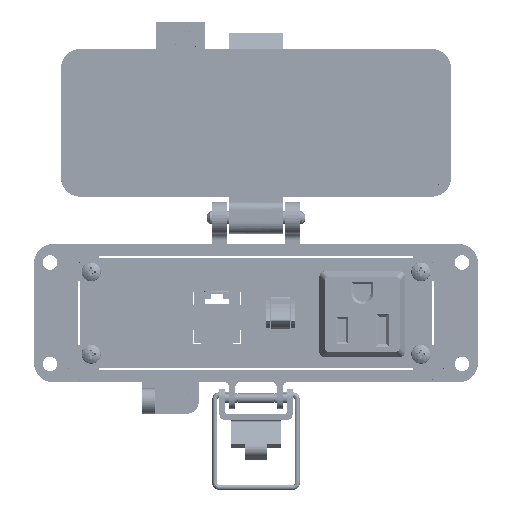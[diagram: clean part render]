
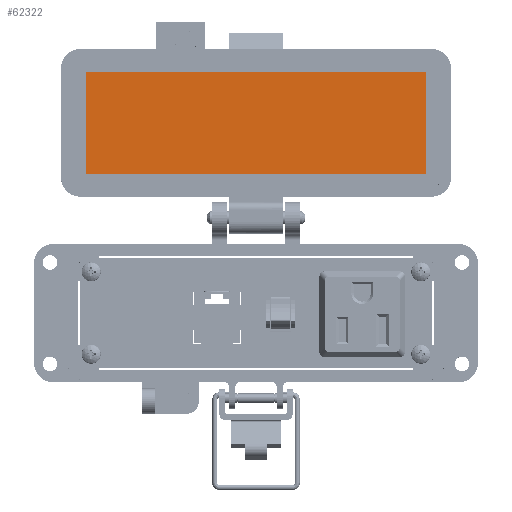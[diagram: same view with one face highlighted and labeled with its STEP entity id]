
A CAD part, top view. The second image highlights one B-rep face of the part: STEP entity #62322.
In plain terms, the highlighted planar face has unit normal (0, 0, 1).
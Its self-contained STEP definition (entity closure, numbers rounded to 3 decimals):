
#412 = LINE ( 'NONE', #59257, #79130 ) ;
#1269 = EDGE_LOOP ( 'NONE', ( #20805, #76166, #70213, #61495 ) ) ;
#8026 = CARTESIAN_POINT ( 'NONE',  ( -53.75, 83.154, -25.55 ) ) ;
#9037 = FACE_OUTER_BOUND ( 'NONE', #1269, .T. ) ;
#13198 = LINE ( 'NONE', #44130, #81353 ) ;
#17032 = VECTOR ( 'NONE', #64360, 1000. ) ;
#18851 = CARTESIAN_POINT ( 'NONE',  ( -8.5, 83.154, -25.55 ) ) ;
#19199 = CARTESIAN_POINT ( 'NONE',  ( -53.75, 51.154, -25.55 ) ) ;
#20357 = AXIS2_PLACEMENT_3D ( 'NONE', #60611, #41695, #59757 ) ;
#20505 = VERTEX_POINT ( 'NONE', #33368 ) ;
#20805 = ORIENTED_EDGE ( 'NONE', *, *, #68105, .F. ) ;
#33368 = CARTESIAN_POINT ( 'NONE',  ( 53.75, 83.154, -25.55 ) ) ;
#41695 = DIRECTION ( 'NONE',  ( 0., 0., 1. ) ) ;
#44130 = CARTESIAN_POINT ( 'NONE',  ( 42., 51.154, -25.55 ) ) ;
#45442 = LINE ( 'NONE', #18851, #17032 ) ;
#51011 = VERTEX_POINT ( 'NONE', #19199 ) ;
#53018 = EDGE_CURVE ( 'NONE', #20505, #68801, #412, .T. ) ;
#53239 = DIRECTION ( 'NONE',  ( 0., -1., 0. ) ) ;
#56783 = VERTEX_POINT ( 'NONE', #8026 ) ;
#59152 = DIRECTION ( 'NONE',  ( -1., 0., 0. ) ) ;
#59257 = CARTESIAN_POINT ( 'NONE',  ( 53.75, 67.154, -25.55 ) ) ;
#59757 = DIRECTION ( 'NONE',  ( 0., -1., 0. ) ) ;
#60611 = CARTESIAN_POINT ( 'NONE',  ( -8.5, 67.154, -25.55 ) ) ;
#61495 = ORIENTED_EDGE ( 'NONE', *, *, #53018, .F. ) ;
#61927 = LINE ( 'NONE', #75221, #81882 ) ;
#62322 = ADVANCED_FACE ( 'NONE', ( #9037 ), #74316, .T. ) ;
#62349 = DIRECTION ( 'NONE',  ( 0., 1., 0. ) ) ;
#64360 = DIRECTION ( 'NONE',  ( 1., 0., 0. ) ) ;
#64899 = EDGE_CURVE ( 'NONE', #68801, #51011, #13198, .T. ) ;
#68105 = EDGE_CURVE ( 'NONE', #56783, #20505, #45442, .T. ) ;
#68801 = VERTEX_POINT ( 'NONE', #71442 ) ;
#70213 = ORIENTED_EDGE ( 'NONE', *, *, #64899, .F. ) ;
#71442 = CARTESIAN_POINT ( 'NONE',  ( 53.75, 51.154, -25.55 ) ) ;
#72903 = EDGE_CURVE ( 'NONE', #51011, #56783, #61927, .T. ) ;
#74316 = PLANE ( 'NONE',  #20357 ) ;
#75221 = CARTESIAN_POINT ( 'NONE',  ( -53.75, 67.154, -25.55 ) ) ;
#76166 = ORIENTED_EDGE ( 'NONE', *, *, #72903, .F. ) ;
#79130 = VECTOR ( 'NONE', #53239, 1000. ) ;
#81353 = VECTOR ( 'NONE', #59152, 1000. ) ;
#81882 = VECTOR ( 'NONE', #62349, 1000. ) ;
